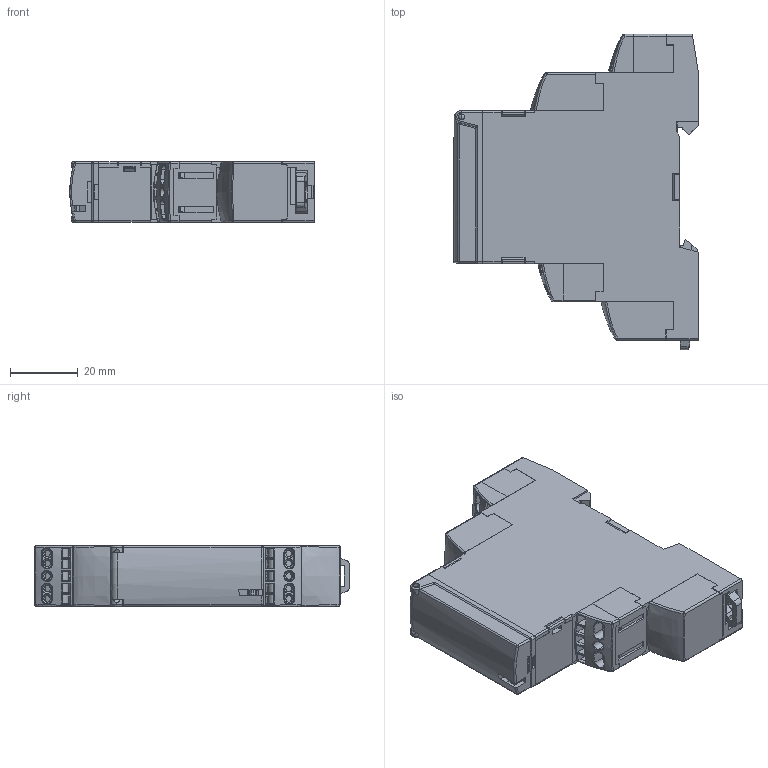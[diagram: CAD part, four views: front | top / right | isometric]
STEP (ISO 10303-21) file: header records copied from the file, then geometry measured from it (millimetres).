
FILE_DESCRIPTION(('STEP AP242'),'1');
FILE_NAME('re17rmemus.stp','2021-05-05T08:47:38',('TraceParts'),('TraceParts S.A.'),'Spatial InterOp 3D',' ',' ');
FILE_SCHEMA(('AP242_MANAGED_MODEL_BASED_3D_ENGINEERING_MIM_LF {1 0 10303 442 1 1 4}'));
Length unit declared in the file: millimetre
Products named in the file (1): re17rmemus_1
Bounding box: 72 x 92.8 x 17.9 mm (x, y, z)
Volume: 28448.1 mm3; surface area: 48168.4 mm2
Topology: 31 solids, 31 shells, 4032 faces, 11389 edges, 7406 vertices
Faces by surface type: plane 2830, cylinder 793, cone 183, torus 113, bspline 81, sphere 32
Entity records: 136102 total; most frequent: CARTESIAN_POINT 31632, ORIENTED_EDGE 22696, DIRECTION 20517, EDGE_CURVE 11348, LINE 8723, VECTOR 8723, VERTEX_POINT 7396, AXIS2_PLACEMENT_3D 5897
